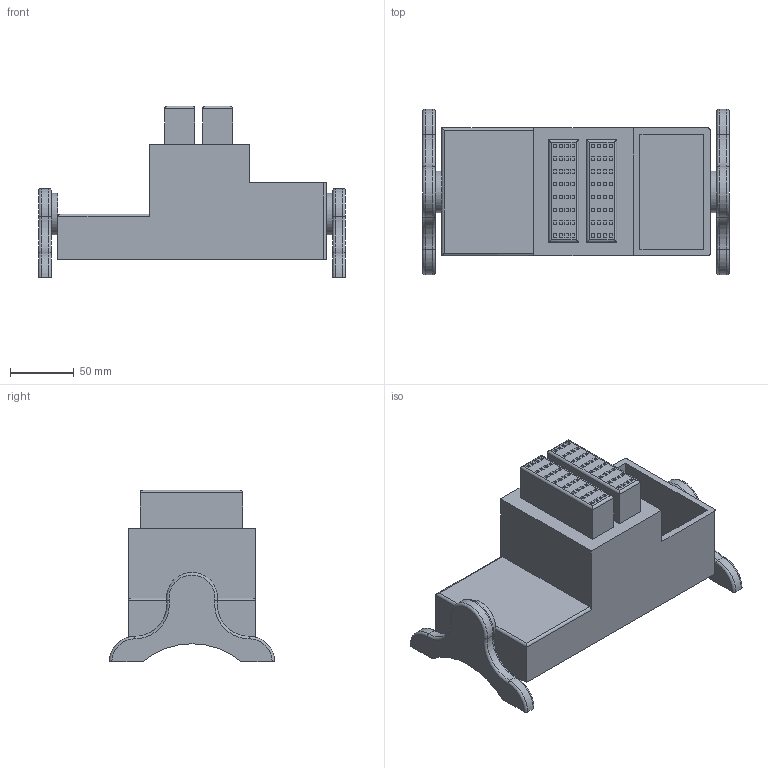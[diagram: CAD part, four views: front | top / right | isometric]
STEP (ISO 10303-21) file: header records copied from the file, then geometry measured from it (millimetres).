
FILE_DESCRIPTION(/* description */ (''),/* implementation_level */ '2;1');
FILE_NAME(/* name */ 'data_collector.stp',/* time_stamp */ '2015-11-02T21:19:57+08:00',/* author */ (''),/* organization */ (''),/* preprocessor_version */ 'ST-DEVELOPER v14',/* originating_system */ 'SIEMENS PLM Software NX 8.0',/* authorisation */ '');
FILE_SCHEMA (('AUTOMOTIVE_DESIGN { 1 0 10303 214 3 1 1 1 }'));
Length unit declared in the file: millimetre
Products named in the file (1): data_collector
Bounding box: 240 x 129.42 x 134.26 mm (x, y, z)
Volume: 1284503.7 mm3; surface area: 151350.8 mm2
Topology: 7 solids, 7 shells, 406 faces, 955 edges, 628 vertices
Faces by surface type: plane 359, cylinder 27, torus 20
Full cylindrical faces by diameter (mm): 32.641 x2
Entity records: 11483 total; most frequent: CARTESIAN_POINT 1988, ORIENTED_EDGE 1906, DIRECTION 1855, EDGE_CURVE 953, LINE 865, VECTOR 865, VERTEX_POINT 628, AXIS2_PLACEMENT_3D 495
